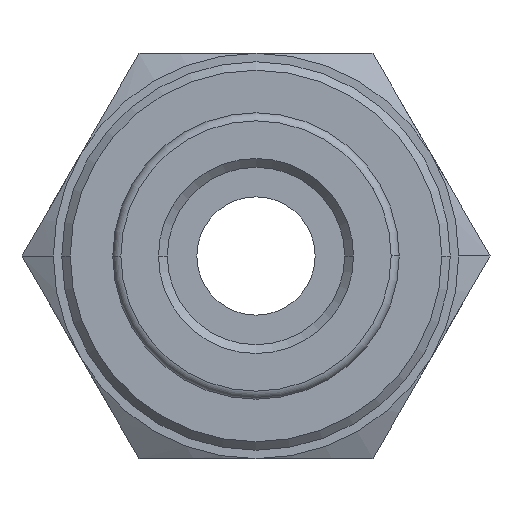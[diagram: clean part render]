
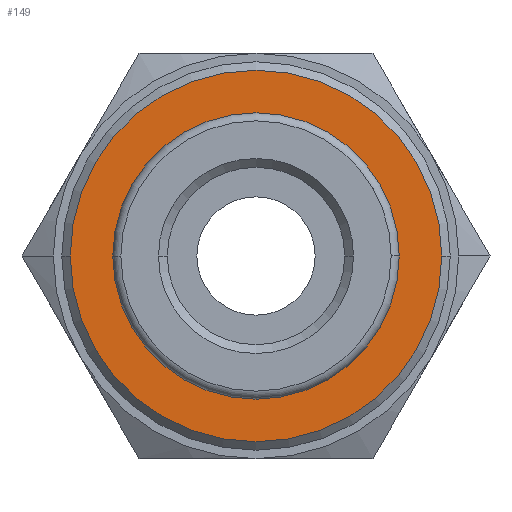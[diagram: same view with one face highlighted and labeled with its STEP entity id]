
A CAD part, front view. The second image highlights one B-rep face of the part: STEP entity #149.
In plain terms, the highlighted planar face has unit normal (0, -1, 0).
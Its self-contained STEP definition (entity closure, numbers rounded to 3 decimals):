
#149=ADVANCED_FACE('',(#349,#350),#351,.T.);
#349=FACE_OUTER_BOUND('',#600,.T.);
#350=FACE_BOUND('',#601,.T.);
#351=PLANE('',#602);
#600=EDGE_LOOP('',(#959,#960));
#601=EDGE_LOOP('',(#961,#962));
#602=AXIS2_PLACEMENT_3D('',#963,#964,#965);
#959=ORIENTED_EDGE('',*,*,#1521,.F.);
#960=ORIENTED_EDGE('',*,*,#1492,.F.);
#961=ORIENTED_EDGE('',*,*,#1522,.T.);
#962=ORIENTED_EDGE('',*,*,#1523,.T.);
#963=CARTESIAN_POINT('',(9.5,4.0,0.0));
#964=DIRECTION('',(0.,-1.0,0.0));
#965=DIRECTION('',(-1.0,0.,-0.0));
#1492=EDGE_CURVE('',#1788,#1783,#1790,.T.);
#1521=EDGE_CURVE('',#1783,#1788,#1832,.T.);
#1522=EDGE_CURVE('',#1833,#1834,#1835,.T.);
#1523=EDGE_CURVE('',#1834,#1833,#1836,.T.);
#1783=VERTEX_POINT('',#2278);
#1788=VERTEX_POINT('',#2284);
#1790=CIRCLE('',#2287,11.0);
#1832=CIRCLE('',#2380,11.0);
#1833=VERTEX_POINT('',#2381);
#1834=VERTEX_POINT('',#2382);
#1835=CIRCLE('',#2383,8.0);
#1836=CIRCLE('',#2384,8.0);
#2278=CARTESIAN_POINT('',(11.0,4.0,0.0));
#2284=CARTESIAN_POINT('',(-11.0,4.0,0.));
#2287=AXIS2_PLACEMENT_3D('',#2737,#2738,#2739);
#2380=AXIS2_PLACEMENT_3D('',#2777,#2778,#2779);
#2381=CARTESIAN_POINT('',(8.0,4.0,0.0));
#2382=CARTESIAN_POINT('',(-8.0,4.0,0.));
#2383=AXIS2_PLACEMENT_3D('',#2780,#2781,#2782);
#2384=AXIS2_PLACEMENT_3D('',#2783,#2784,#2785);
#2737=CARTESIAN_POINT('',(0.0,4.0,0.0));
#2738=DIRECTION('',(-0.0,1.0,0.0));
#2739=DIRECTION('',(1.0,0.0,0.0));
#2777=CARTESIAN_POINT('',(0.0,4.0,0.0));
#2778=DIRECTION('',(-0.0,1.0,0.0));
#2779=DIRECTION('',(1.0,0.0,0.0));
#2780=CARTESIAN_POINT('',(0.0,4.0,0.0));
#2781=DIRECTION('',(-0.0,1.0,0.0));
#2782=DIRECTION('',(1.0,0.0,0.0));
#2783=CARTESIAN_POINT('',(0.0,4.0,0.0));
#2784=DIRECTION('',(-0.0,1.0,0.0));
#2785=DIRECTION('',(1.0,0.0,0.0));
